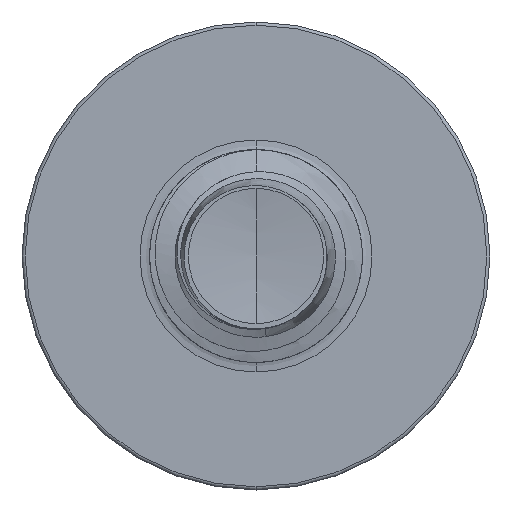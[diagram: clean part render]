
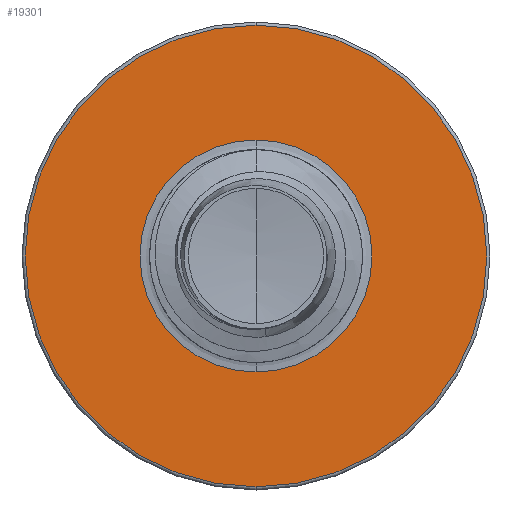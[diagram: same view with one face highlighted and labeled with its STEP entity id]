
A CAD part, front view. The second image highlights one B-rep face of the part: STEP entity #19301.
In plain terms, the highlighted planar face has unit normal (0, -1, 0).
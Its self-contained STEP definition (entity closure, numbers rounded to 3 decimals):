
#75 = DIRECTION ( 'NONE',  ( 0., 1., 0. ) ) ;
#467 = FACE_BOUND ( 'NONE', #3908, .T. ) ;
#677 = VERTEX_POINT ( 'NONE', #10111 ) ;
#1571 = CARTESIAN_POINT ( 'NONE',  ( 0., 8., 1.363 ) ) ;
#1731 = DIRECTION ( 'NONE',  ( 0., 0., 1. ) ) ;
#1738 = VERTEX_POINT ( 'NONE', #1571 ) ;
#1969 = DIRECTION ( 'NONE',  ( 0., 0., 1. ) ) ;
#2051 = AXIS2_PLACEMENT_3D ( 'NONE', #20269, #21839, #11583 ) ;
#2659 = AXIS2_PLACEMENT_3D ( 'NONE', #23796, #13898, #1731 ) ;
#3059 = CIRCLE ( 'NONE', #23816, 2.713 ) ;
#3908 = EDGE_LOOP ( 'NONE', ( #15860, #20218 ) ) ;
#4088 = CARTESIAN_POINT ( 'NONE',  ( 0., 8., -2.712 ) ) ;
#5483 = AXIS2_PLACEMENT_3D ( 'NONE', #12409, #75, #14296 ) ;
#7849 = CARTESIAN_POINT ( 'NONE',  ( 0., 8., 2.713 ) ) ;
#9278 = DIRECTION ( 'NONE',  ( 0., 1., 0. ) ) ;
#10111 = CARTESIAN_POINT ( 'NONE',  ( 0., 8., -1.363 ) ) ;
#10282 = EDGE_CURVE ( 'NONE', #17555, #12865, #21701, .T. ) ;
#11583 = DIRECTION ( 'NONE',  ( 0., 0., 1. ) ) ;
#12409 = CARTESIAN_POINT ( 'NONE',  ( 0., 8., 0. ) ) ;
#12865 = VERTEX_POINT ( 'NONE', #4088 ) ;
#13898 = DIRECTION ( 'NONE',  ( 0., 1., 0. ) ) ;
#14108 = DIRECTION ( 'NONE',  ( 0., 1., 0. ) ) ;
#14296 = DIRECTION ( 'NONE',  ( 0., 0., 1. ) ) ;
#15122 = PLANE ( 'NONE',  #2051 ) ;
#15860 = ORIENTED_EDGE ( 'NONE', *, *, #23954, .T. ) ;
#16372 = FACE_OUTER_BOUND ( 'NONE', #24074, .T. ) ;
#16864 = EDGE_CURVE ( 'NONE', #677, #1738, #21682, .T. ) ;
#17555 = VERTEX_POINT ( 'NONE', #7849 ) ;
#19301 = ADVANCED_FACE ( 'NONE', ( #16372, #467 ), #15122, .F. ) ;
#19696 = ORIENTED_EDGE ( 'NONE', *, *, #20753, .F. ) ;
#20075 = CARTESIAN_POINT ( 'NONE',  ( 0., 8., 0. ) ) ;
#20218 = ORIENTED_EDGE ( 'NONE', *, *, #16864, .T. ) ;
#20269 = CARTESIAN_POINT ( 'NONE',  ( 0., 8., -1.363 ) ) ;
#20753 = EDGE_CURVE ( 'NONE', #12865, #17555, #3059, .T. ) ;
#20781 = AXIS2_PLACEMENT_3D ( 'NONE', #23971, #14108, #1969 ) ;
#21641 = DIRECTION ( 'NONE',  ( 0., 0., 1. ) ) ;
#21682 = CIRCLE ( 'NONE', #5483, 1.363 ) ;
#21701 = CIRCLE ( 'NONE', #20781, 2.713 ) ;
#21839 = DIRECTION ( 'NONE',  ( 0., 1., 0. ) ) ;
#22365 = CIRCLE ( 'NONE', #2659, 1.363 ) ;
#23441 = ORIENTED_EDGE ( 'NONE', *, *, #10282, .F. ) ;
#23796 = CARTESIAN_POINT ( 'NONE',  ( 0., 8., 0. ) ) ;
#23816 = AXIS2_PLACEMENT_3D ( 'NONE', #20075, #9278, #21641 ) ;
#23954 = EDGE_CURVE ( 'NONE', #1738, #677, #22365, .T. ) ;
#23971 = CARTESIAN_POINT ( 'NONE',  ( 0., 8., 0. ) ) ;
#24074 = EDGE_LOOP ( 'NONE', ( #23441, #19696 ) ) ;
